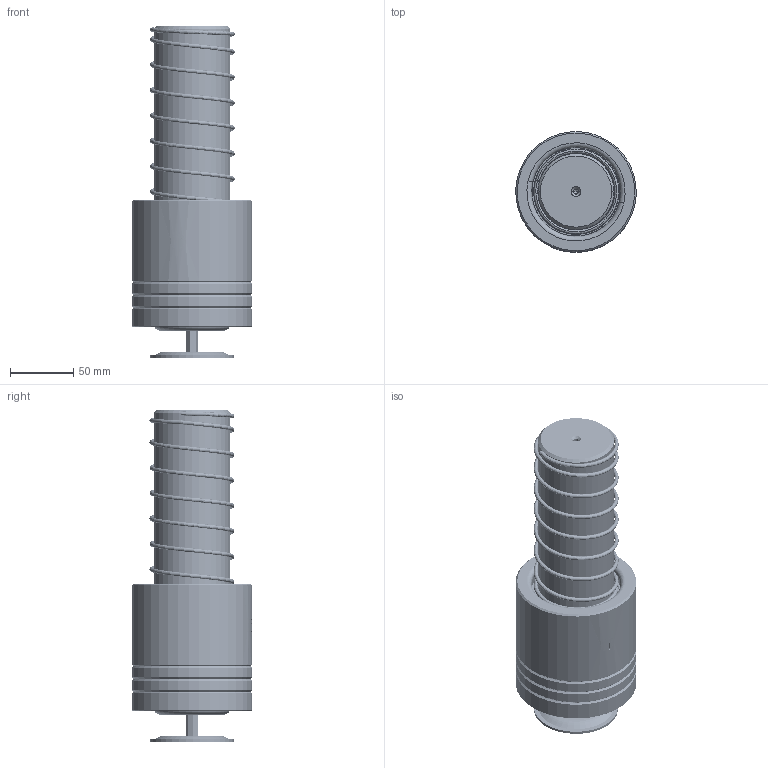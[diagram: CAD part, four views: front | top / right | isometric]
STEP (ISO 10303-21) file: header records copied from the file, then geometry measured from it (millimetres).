
FILE_DESCRIPTION (( 'STEP AP214' ), '1' );
FILE_NAME ('LMSH LMJH-D60-L240(BL-100).STEP', '2021-08-13T01:44:43', ( '' ), ( '' ), 'SwSTEP 2.0', 'SolidWorks 2016', '' );
FILE_SCHEMA (( 'AUTOMOTIVE_DESIGN' ));
Length unit declared in the file: millimetre
Products named in the file (307): BALL-D5; GTM-3-縐种; DSPM-D60-L240; HWP-D66.9-60.5-L130; GTM-M16蹟簽 -; BSH-69.5-60.5-L90; BSH-D69.5-60.5-L90郪蚾; GTM-66; TBB-D95-d70-L100; LMSH LMJH-D60-L240(BL-100); GTM-66郪蚾
Assembly tree (300 placements, depth 3):
  BALL-D5
  BALL-D5
  BALL-D5
  BALL-D5
  BALL-D5
Bounding box: 94.87 x 94.87 x 261.52 mm (x, y, z)
Volume: 1092571.6 mm3; surface area: 218306.5 mm2
Topology: 293 solids, 293 shells, 1311 faces, 5565 edges, 3701 vertices
Faces by surface type: sphere 1144, cylinder 50, plane 40, cone 34, torus 22, bspline 21
Entity records: 60017 total; most frequent: CARTESIAN_POINT 35509, ORIENTED_EDGE 4240, DIRECTION 3667, EDGE_CURVE 2120, AXIS2_PLACEMENT_3D 1759, VERTEX_POINT 1393, EDGE_LOOP 1319, B_SPLINE_CURVE_WITH_KNOTS 1220
